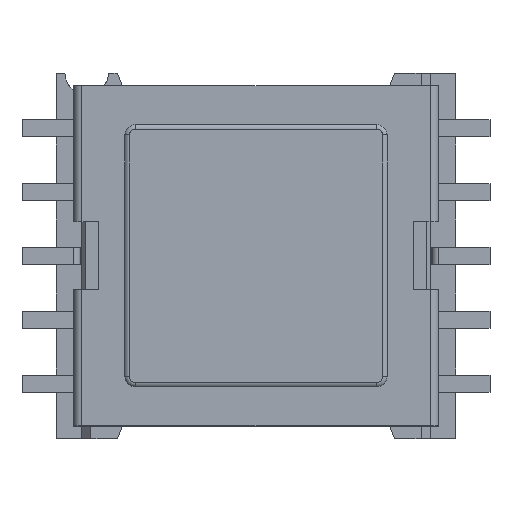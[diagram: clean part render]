
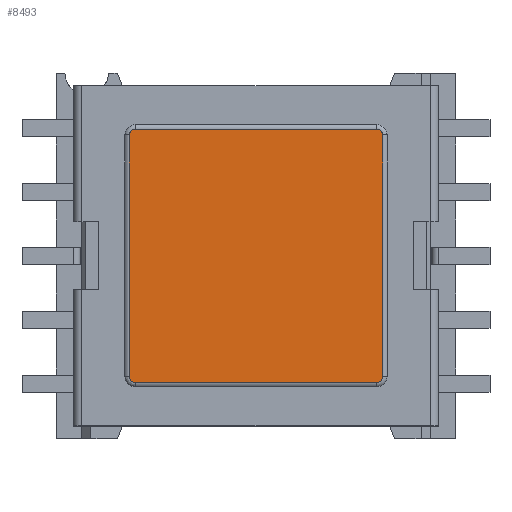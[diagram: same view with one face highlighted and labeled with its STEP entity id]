
A CAD part, top view. The second image highlights one B-rep face of the part: STEP entity #8493.
In plain terms, the highlighted planar face has unit normal (0, 0, 1).
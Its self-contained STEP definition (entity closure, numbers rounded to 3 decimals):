
#48=PLANE('',#9098);
#387=CIRCLE('',#9099,0.34);
#388=CIRCLE('',#9100,0.34);
#389=CIRCLE('',#9101,0.34);
#390=CIRCLE('',#9102,0.34);
#718=ORIENTED_EDGE('',*,*,#3286,.F.);
#719=ORIENTED_EDGE('',*,*,#3287,.F.);
#720=ORIENTED_EDGE('',*,*,#3288,.F.);
#721=ORIENTED_EDGE('',*,*,#3289,.F.);
#722=ORIENTED_EDGE('',*,*,#3290,.F.);
#723=ORIENTED_EDGE('',*,*,#3291,.F.);
#724=ORIENTED_EDGE('',*,*,#3292,.F.);
#725=ORIENTED_EDGE('',*,*,#3293,.F.);
#3286=EDGE_CURVE('',#4558,#4559,#5416,.T.);
#3287=EDGE_CURVE('',#4560,#4558,#387,.T.);
#3288=EDGE_CURVE('',#4561,#4560,#5417,.T.);
#3289=EDGE_CURVE('',#4562,#4561,#388,.T.);
#3290=EDGE_CURVE('',#4563,#4562,#5418,.T.);
#3291=EDGE_CURVE('',#4564,#4563,#389,.T.);
#3292=EDGE_CURVE('',#4565,#4564,#5419,.T.);
#3293=EDGE_CURVE('',#4559,#4565,#390,.T.);
#4558=VERTEX_POINT('',#12362);
#4559=VERTEX_POINT('',#12363);
#4560=VERTEX_POINT('',#12365);
#4561=VERTEX_POINT('',#12367);
#4562=VERTEX_POINT('',#12369);
#4563=VERTEX_POINT('',#12371);
#4564=VERTEX_POINT('',#12373);
#4565=VERTEX_POINT('',#12375);
#5416=LINE('',#12361,#6464);
#5417=LINE('',#12366,#6465);
#5418=LINE('',#12370,#6466);
#5419=LINE('',#12374,#6467);
#6464=VECTOR('',#9910,1000.);
#6465=VECTOR('',#9913,1000.);
#6466=VECTOR('',#9916,1000.);
#6467=VECTOR('',#9919,1000.);
#7479=EDGE_LOOP('',(#718,#719,#720,#721,#722,#723,#724,#725));
#7931=FACE_BOUND('',#7479,.T.);
#8493=ADVANCED_FACE('',(#7931),#48,.F.);
#9098=AXIS2_PLACEMENT_3D('',#12360,#9908,#9909);
#9099=AXIS2_PLACEMENT_3D('',#12364,#9911,#9912);
#9100=AXIS2_PLACEMENT_3D('',#12368,#9914,#9915);
#9101=AXIS2_PLACEMENT_3D('',#12372,#9917,#9918);
#9102=AXIS2_PLACEMENT_3D('',#12376,#9920,#9921);
#9908=DIRECTION('',(0.,0.,-1.));
#9909=DIRECTION('',(0.,1.,0.));
#9910=DIRECTION('',(0.,1.,0.));
#9911=DIRECTION('',(0.,0.,-1.));
#9912=DIRECTION('',(0.,1.,0.));
#9913=DIRECTION('',(-1.,0.,0.));
#9914=DIRECTION('',(0.,0.,-1.));
#9915=DIRECTION('',(0.,1.,0.));
#9916=DIRECTION('',(0.,-1.,0.));
#9917=DIRECTION('',(0.,0.,-1.));
#9918=DIRECTION('',(0.,1.,0.));
#9919=DIRECTION('',(1.,0.,0.));
#9920=DIRECTION('',(0.,0.,-1.));
#9921=DIRECTION('',(0.,1.,0.));
#12360=CARTESIAN_POINT('',(7.1,7.1,5.13));
#12361=CARTESIAN_POINT('',(-7.44,7.1,5.13));
#12362=CARTESIAN_POINT('',(-7.44,-7.1,5.13));
#12363=CARTESIAN_POINT('',(-7.44,7.1,5.13));
#12364=CARTESIAN_POINT('',(-7.1,-7.1,5.13));
#12365=CARTESIAN_POINT('',(-7.1,-7.44,5.13));
#12366=CARTESIAN_POINT('',(7.1,-7.44,5.13));
#12367=CARTESIAN_POINT('',(7.1,-7.44,5.13));
#12368=CARTESIAN_POINT('',(7.1,-7.1,5.13));
#12369=CARTESIAN_POINT('',(7.44,-7.1,5.13));
#12370=CARTESIAN_POINT('',(7.44,7.1,5.13));
#12371=CARTESIAN_POINT('',(7.44,7.1,5.13));
#12372=CARTESIAN_POINT('',(7.1,7.1,5.13));
#12373=CARTESIAN_POINT('',(7.1,7.44,5.13));
#12374=CARTESIAN_POINT('',(7.1,7.44,5.13));
#12375=CARTESIAN_POINT('',(-7.1,7.44,5.13));
#12376=CARTESIAN_POINT('',(-7.1,7.1,5.13));
